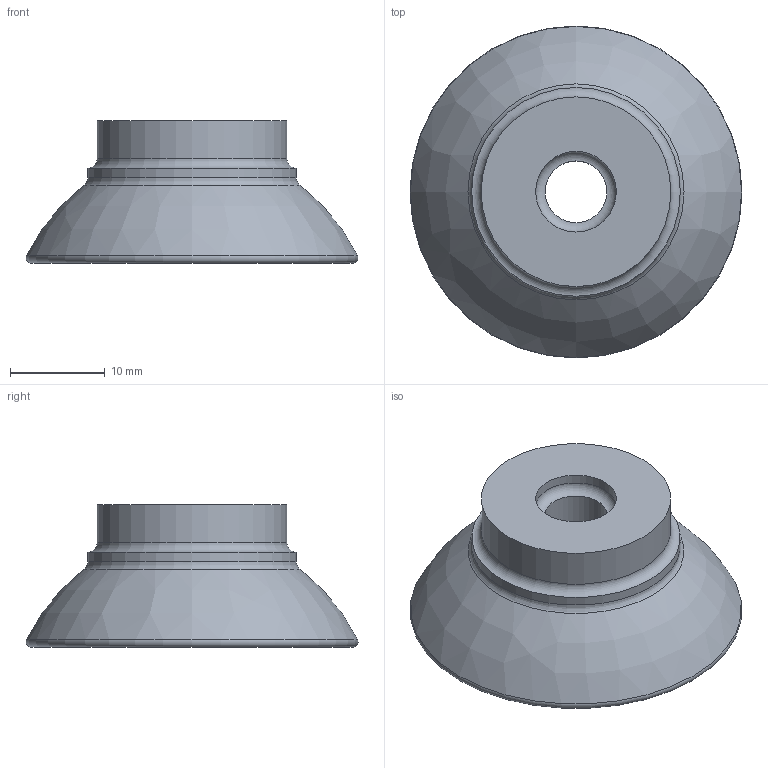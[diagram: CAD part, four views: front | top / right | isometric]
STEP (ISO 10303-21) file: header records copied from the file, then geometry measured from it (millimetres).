
FILE_DESCRIPTION( ( 'Unknown' ), '1' );
FILE_NAME( 'PIAB_ISM_0103290.stp', 'Unknown', ( 'MaK' ), ( 'FALUTEKNIK AB' ), 'XStep 1.0', 'Solid Edge V15', ' ' );
FILE_SCHEMA( ( 'CONFIG_CONTROL_DESIGN' ) );
Length unit declared in the file: millimetre
Products named in the file (1): 1
Bounding box: 35 x 35 x 15 mm (x, y, z)
Volume: 4229.9 mm3; surface area: 3435 mm2
Topology: 1 solids, 1 shells, 86 faces, 191 edges, 124 vertices
Faces by surface type: plane 38, cylinder 23, bspline 20, torus 5
Full cylindrical faces by diameter (mm): 6.5 x1, 8.5 x1, 10 x1, 20 x1, 22 x1
Entity records: 3251 total; most frequent: CARTESIAN_POINT 1619, ORIENTED_EDGE 352, DIRECTION 234, EDGE_CURVE 176, VERTEX_POINT 122, EDGE_LOOP 118, B_SPLINE_CURVE_WITH_KNOTS 108, AXIS2_PLACEMENT_3D 99
